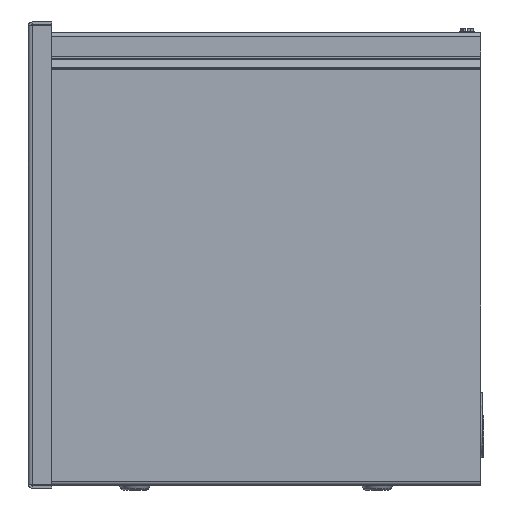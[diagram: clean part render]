
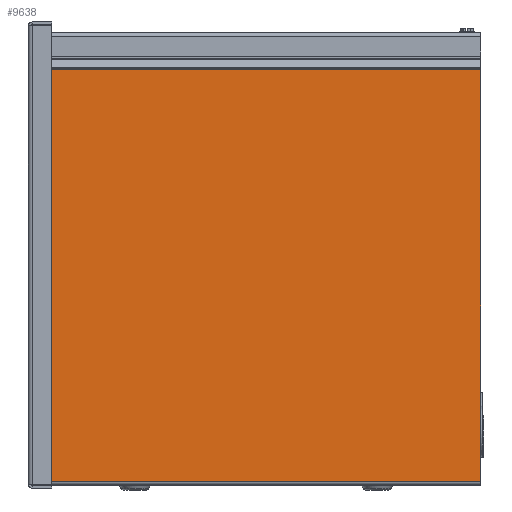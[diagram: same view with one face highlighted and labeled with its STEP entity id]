
A CAD part, left-side view. The second image highlights one B-rep face of the part: STEP entity #9638.
In plain terms, the highlighted planar face has unit normal (-1, 0, 0).
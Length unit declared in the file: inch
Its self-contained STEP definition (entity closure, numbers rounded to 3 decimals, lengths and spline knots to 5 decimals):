
#579=LINE($,#14022,#1337);
#582=LINE($,#14028,#1340);
#590=LINE($,#14051,#1348);
#591=LINE($,#14055,#1349);
#1337=VECTOR($,#11414,12.0625);
#1340=VECTOR($,#11419,11.04841);
#1348=VECTOR($,#11451,12.0625);
#1349=VECTOR($,#11458,11.04841);
#2074=PLANE($,#10290);
#2513=FACE_OUTER_BOUND($,#3116,.T.);
#3116=EDGE_LOOP($,(#6508,#6509,#6510,#6511));
#4110=VERTEX_POINT($,#14010);
#4111=VERTEX_POINT($,#14014);
#4113=VERTEX_POINT($,#14026);
#4116=VERTEX_POINT($,#14050);
#5004=EDGE_CURVE($,#4110,#4111,#579,.T.);
#5007=EDGE_CURVE($,#4113,#4111,#582,.T.);
#5019=EDGE_CURVE($,#4113,#4116,#590,.T.);
#5022=EDGE_CURVE($,#4110,#4116,#591,.T.);
#6508=ORIENTED_EDGE($,*,*,#5004,.T.);
#6509=ORIENTED_EDGE($,*,*,#5007,.F.);
#6510=ORIENTED_EDGE($,*,*,#5019,.T.);
#6511=ORIENTED_EDGE($,*,*,#5022,.F.);
#9638=ADVANCED_FACE($,(#2513),#2074,.F.);
#10290=AXIS2_PLACEMENT_3D($,#14063,#11470,#11471);
#11414=DIRECTION($,(0.,1.,0.));
#11419=DIRECTION($,(0.,0.,1.));
#11451=DIRECTION($,(0.,-1.,0.));
#11458=DIRECTION($,(0.,0.,-1.));
#11470=DIRECTION('center_axis',(1.,0.,0.));
#11471=DIRECTION('ref_axis',(0.,0.,-1.));
#14010=CARTESIAN_POINT('',(-9.0625,-6.03125,11.15366));
#14014=CARTESIAN_POINT('',(-9.0625,6.03125,11.15366));
#14022=CARTESIAN_POINT($,(-9.0625,3.01563,11.15366));
#14026=CARTESIAN_POINT('',(-9.0625,6.03125,0.10525));
#14028=CARTESIAN_POINT($,(-9.0625,6.03125,0.10525));
#14050=CARTESIAN_POINT('',(-9.0625,-6.03125,0.10525));
#14051=CARTESIAN_POINT($,(-9.0625,0.,0.10525));
#14055=CARTESIAN_POINT($,(-9.0625,-6.03125,-0.04012));
#14063=CARTESIAN_POINT('Origin',(-9.0625,0.,5.60378));
